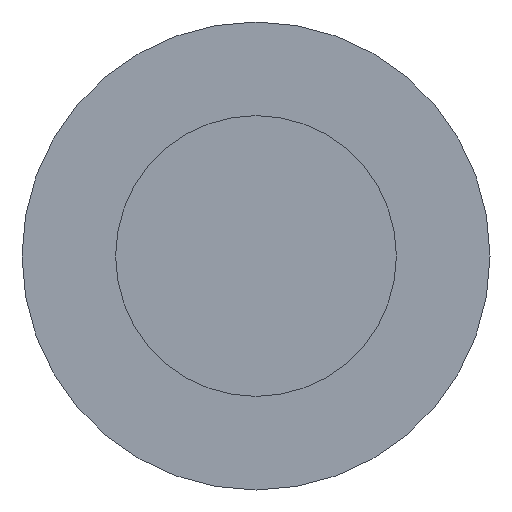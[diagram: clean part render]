
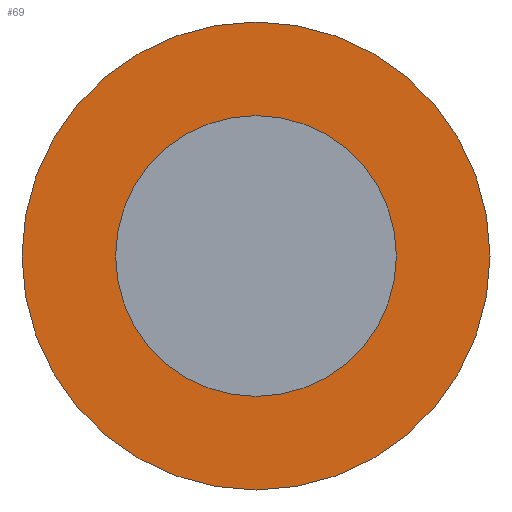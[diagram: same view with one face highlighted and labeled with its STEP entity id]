
A CAD part, front view. The second image highlights one B-rep face of the part: STEP entity #69.
In plain terms, the highlighted planar face has unit normal (0, -1, 0).
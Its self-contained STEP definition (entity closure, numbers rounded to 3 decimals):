
#18 = DIRECTION ( 'NONE',  ( 0., 0., -1. ) ) ;
#19 = VERTEX_POINT ( 'NONE', #247 ) ;
#24 = CIRCLE ( 'NONE', #135, 1.5 ) ;
#56 = DIRECTION ( 'NONE',  ( 0., -1., 0. ) ) ;
#60 = DIRECTION ( 'NONE',  ( 0., 0., -1. ) ) ;
#69 = ADVANCED_FACE ( 'NONE', ( #354, #92 ), #243, .T. ) ;
#76 = ORIENTED_EDGE ( 'NONE', *, *, #324, .T. ) ;
#82 = AXIS2_PLACEMENT_3D ( 'NONE', #98, #392, #456 ) ;
#90 = DIRECTION ( 'NONE',  ( 0., 0., -1. ) ) ;
#92 = FACE_BOUND ( 'NONE', #232, .T. ) ;
#98 = CARTESIAN_POINT ( 'NONE',  ( 0., 10., 0. ) ) ;
#100 = CARTESIAN_POINT ( 'NONE',  ( 0., 10., 0. ) ) ;
#118 = EDGE_LOOP ( 'NONE', ( #76, #352 ) ) ;
#127 = ORIENTED_EDGE ( 'NONE', *, *, #191, .F. ) ;
#135 = AXIS2_PLACEMENT_3D ( 'NONE', #278, #214, #18 ) ;
#141 = VERTEX_POINT ( 'NONE', #356 ) ;
#167 = VERTEX_POINT ( 'NONE', #168 ) ;
#168 = CARTESIAN_POINT ( 'NONE',  ( 0., 10., -2.5 ) ) ;
#180 = EDGE_CURVE ( 'NONE', #19, #167, #287, .T. ) ;
#187 = EDGE_CURVE ( 'NONE', #280, #141, #24, .T. ) ;
#191 = EDGE_CURVE ( 'NONE', #141, #280, #429, .T. ) ;
#214 = DIRECTION ( 'NONE',  ( 0., -1., 0. ) ) ;
#225 = AXIS2_PLACEMENT_3D ( 'NONE', #309, #422, #90 ) ;
#232 = EDGE_LOOP ( 'NONE', ( #272, #127 ) ) ;
#243 = PLANE ( 'NONE',  #462 ) ;
#247 = CARTESIAN_POINT ( 'NONE',  ( 0., 10., 2.5 ) ) ;
#272 = ORIENTED_EDGE ( 'NONE', *, *, #187, .F. ) ;
#278 = CARTESIAN_POINT ( 'NONE',  ( 0., 10., 0. ) ) ;
#280 = VERTEX_POINT ( 'NONE', #296 ) ;
#287 = CIRCLE ( 'NONE', #82, 2.5 ) ;
#296 = CARTESIAN_POINT ( 'NONE',  ( 0., 10., -1.5 ) ) ;
#309 = CARTESIAN_POINT ( 'NONE',  ( 0., 10., 0. ) ) ;
#314 = CARTESIAN_POINT ( 'NONE',  ( 2.5, 10., 0. ) ) ;
#324 = EDGE_CURVE ( 'NONE', #167, #19, #330, .T. ) ;
#330 = CIRCLE ( 'NONE', #373, 2.5 ) ;
#352 = ORIENTED_EDGE ( 'NONE', *, *, #180, .T. ) ;
#354 = FACE_OUTER_BOUND ( 'NONE', #118, .T. ) ;
#356 = CARTESIAN_POINT ( 'NONE',  ( 0., 10., 1.5 ) ) ;
#373 = AXIS2_PLACEMENT_3D ( 'NONE', #100, #395, #438 ) ;
#392 = DIRECTION ( 'NONE',  ( 0., -1., 0. ) ) ;
#395 = DIRECTION ( 'NONE',  ( 0., -1., 0. ) ) ;
#422 = DIRECTION ( 'NONE',  ( 0., -1., 0. ) ) ;
#429 = CIRCLE ( 'NONE', #225, 1.5 ) ;
#438 = DIRECTION ( 'NONE',  ( 0., 0., -1. ) ) ;
#456 = DIRECTION ( 'NONE',  ( 0., 0., -1. ) ) ;
#462 = AXIS2_PLACEMENT_3D ( 'NONE', #314, #56, #60 ) ;
